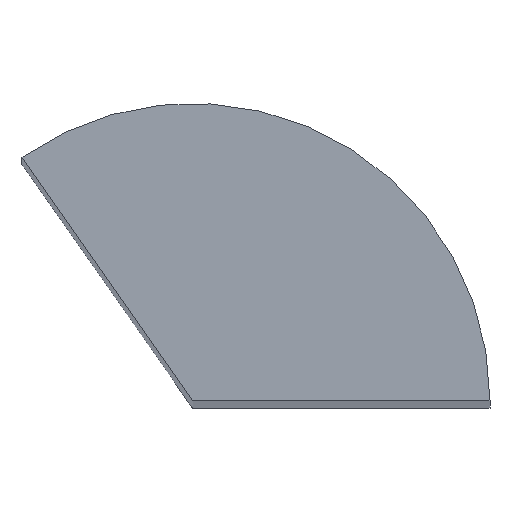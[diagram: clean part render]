
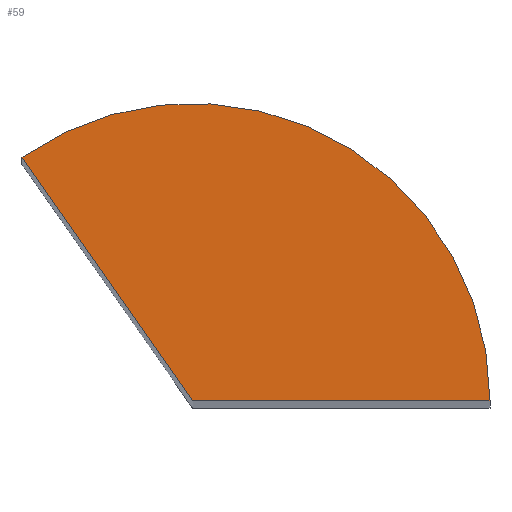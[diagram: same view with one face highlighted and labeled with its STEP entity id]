
A CAD part, top view. The second image highlights one B-rep face of the part: STEP entity #59.
In plain terms, the highlighted planar face has unit normal (0, 0, 1).
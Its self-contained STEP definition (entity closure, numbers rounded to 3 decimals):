
#21 = EDGE_CURVE('',#22,#24,#26,.T.);
#22 = VERTEX_POINT('',#23);
#23 = CARTESIAN_POINT('',(2.5,0.,35.));
#24 = VERTEX_POINT('',#25);
#25 = CARTESIAN_POINT('',(-1.434,2.048,35.));
#26 = CIRCLE('',#27,2.5);
#27 = AXIS2_PLACEMENT_3D('',#28,#29,#30);
#28 = CARTESIAN_POINT('',(0.,0.,35.));
#29 = DIRECTION('',(0.,0.,1.));
#30 = DIRECTION('',(1.,0.,-0.));
#59 = ADVANCED_FACE('',(#60),#77,.T.);
#60 = FACE_BOUND('',#61,.T.);
#61 = EDGE_LOOP('',(#62,#63,#71));
#62 = ORIENTED_EDGE('',*,*,#21,.T.);
#63 = ORIENTED_EDGE('',*,*,#64,.F.);
#64 = EDGE_CURVE('',#65,#24,#67,.T.);
#65 = VERTEX_POINT('',#66);
#66 = CARTESIAN_POINT('',(0.,0.,35.));
#67 = LINE('',#68,#69);
#68 = CARTESIAN_POINT('',(0.,0.,35.));
#69 = VECTOR('',#70,1.);
#70 = DIRECTION('',(-0.574,0.819,0.));
#71 = ORIENTED_EDGE('',*,*,#72,.T.);
#72 = EDGE_CURVE('',#65,#22,#73,.T.);
#73 = LINE('',#74,#75);
#74 = CARTESIAN_POINT('',(0.,0.,35.));
#75 = VECTOR('',#76,1.);
#76 = DIRECTION('',(1.,0.,-0.));
#77 = PLANE('',#78);
#78 = AXIS2_PLACEMENT_3D('',#79,#80,#81);
#79 = CARTESIAN_POINT('',(0.,0.,35.));
#80 = DIRECTION('',(0.,0.,1.));
#81 = DIRECTION('',(1.,0.,-0.));
